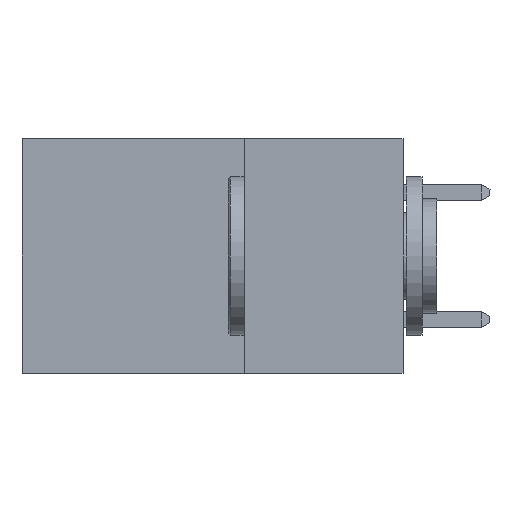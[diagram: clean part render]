
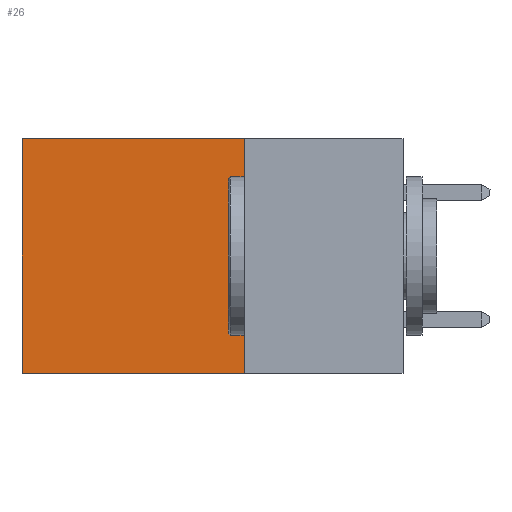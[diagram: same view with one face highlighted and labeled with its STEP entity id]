
A CAD part, left-side view. The second image highlights one B-rep face of the part: STEP entity #26.
In plain terms, the highlighted planar face has unit normal (-1, 0, 0).
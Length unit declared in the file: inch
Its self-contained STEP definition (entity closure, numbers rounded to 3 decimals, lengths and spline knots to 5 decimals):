
#26 = ADVANCED_FACE ( 'NONE', ( #4917 ), #3827, .F. ) ;
#470 = DIRECTION ( 'NONE',  ( 0., 0., -1. ) ) ;
#1002 = EDGE_CURVE ( 'NONE', #11840, #6732, #13844, .T. ) ;
#1994 = DIRECTION ( 'NONE',  ( 0., 0., -1. ) ) ;
#2395 = AXIS2_PLACEMENT_3D ( 'NONE', #3062, #10087, #470 ) ;
#2415 = CARTESIAN_POINT ( 'NONE',  ( 0.2875, 0.25, -0.37 ) ) ;
#2569 = DIRECTION ( 'NONE',  ( 0., 1., 0. ) ) ;
#2616 = VERTEX_POINT ( 'NONE', #14285 ) ;
#2664 = CARTESIAN_POINT ( 'NONE',  ( 0.2875, 0.25, 0. ) ) ;
#3062 = CARTESIAN_POINT ( 'NONE',  ( 0.2875, 0.25, 0. ) ) ;
#3778 = CARTESIAN_POINT ( 'NONE',  ( 0.2875, 0.25, -0.37 ) ) ;
#3827 = PLANE ( 'NONE',  #2395 ) ;
#4699 = CARTESIAN_POINT ( 'NONE',  ( 0.2875, 0.6, 0. ) ) ;
#4917 = FACE_OUTER_BOUND ( 'NONE', #9982, .T. ) ;
#6223 = DIRECTION ( 'NONE',  ( 0., 1., 0. ) ) ;
#6302 = VECTOR ( 'NONE', #1994, 39.37008 ) ;
#6695 = CARTESIAN_POINT ( 'NONE',  ( 0.2875, 0.6, 0. ) ) ;
#6732 = VERTEX_POINT ( 'NONE', #4699 ) ;
#6995 = LINE ( 'NONE', #6695, #6302 ) ;
#8042 = CARTESIAN_POINT ( 'NONE',  ( 0.2875, 0.25, 0. ) ) ;
#8211 = VECTOR ( 'NONE', #2569, 39.37008 ) ;
#8416 = VECTOR ( 'NONE', #6223, 39.37008 ) ;
#8809 = EDGE_CURVE ( 'NONE', #13741, #2616, #11454, .T. ) ;
#8820 = CARTESIAN_POINT ( 'NONE',  ( 0.2875, 0.25, 0. ) ) ;
#9182 = DIRECTION ( 'NONE',  ( 0., 0., -1. ) ) ;
#9811 = VECTOR ( 'NONE', #9182, 39.37008 ) ;
#9982 = EDGE_LOOP ( 'NONE', ( #12920, #12967, #13135, #13647 ) ) ;
#10087 = DIRECTION ( 'NONE',  ( 1., 0., 0. ) ) ;
#10123 = EDGE_CURVE ( 'NONE', #6732, #2616, #6995, .T. ) ;
#10368 = EDGE_CURVE ( 'NONE', #11840, #13741, #12798, .T. ) ;
#11454 = LINE ( 'NONE', #3778, #8416 ) ;
#11840 = VERTEX_POINT ( 'NONE', #8820 ) ;
#12798 = LINE ( 'NONE', #8042, #9811 ) ;
#12920 = ORIENTED_EDGE ( 'NONE', *, *, #10123, .T. ) ;
#12967 = ORIENTED_EDGE ( 'NONE', *, *, #8809, .F. ) ;
#13135 = ORIENTED_EDGE ( 'NONE', *, *, #10368, .F. ) ;
#13647 = ORIENTED_EDGE ( 'NONE', *, *, #1002, .T. ) ;
#13741 = VERTEX_POINT ( 'NONE', #2415 ) ;
#13844 = LINE ( 'NONE', #2664, #8211 ) ;
#14285 = CARTESIAN_POINT ( 'NONE',  ( 0.2875, 0.6, -0.37 ) ) ;
